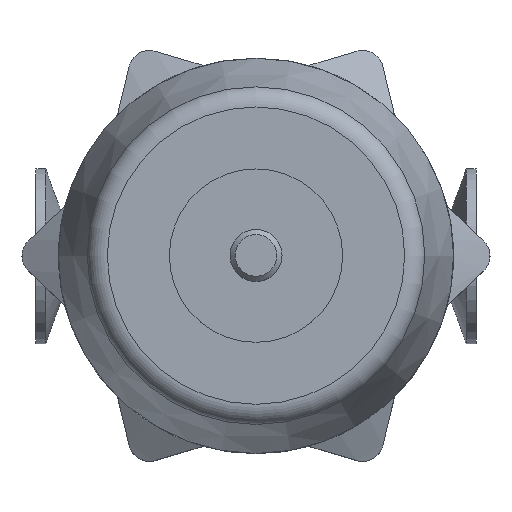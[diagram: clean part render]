
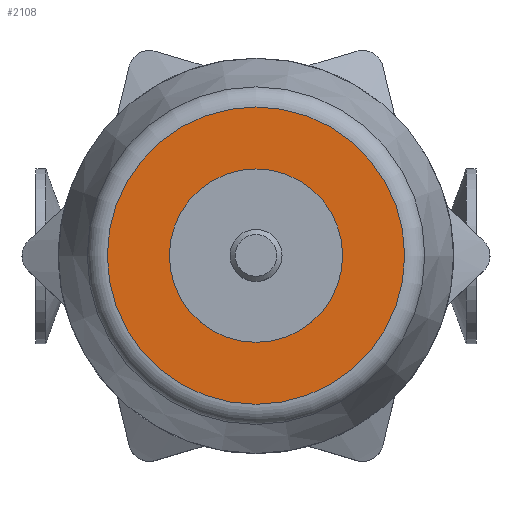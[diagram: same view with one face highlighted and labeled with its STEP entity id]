
A CAD part, top view. The second image highlights one B-rep face of the part: STEP entity #2108.
In plain terms, the highlighted planar face has unit normal (0, 0, 1).
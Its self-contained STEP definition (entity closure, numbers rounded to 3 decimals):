
#124=FACE_BOUND('',#436,.T.);
#176=PLANE('',#2356);
#298=FACE_OUTER_BOUND('',#435,.T.);
#435=EDGE_LOOP('',(#1864));
#436=EDGE_LOOP('',(#1865));
#844=CIRCLE('',#2355,42.895);
#845=CIRCLE('',#2357,25.);
#1038=VERTEX_POINT('',#3874);
#1039=VERTEX_POINT('',#3878);
#1325=EDGE_CURVE('',#1038,#1038,#844,.T.);
#1326=EDGE_CURVE('',#1039,#1039,#845,.T.);
#1864=ORIENTED_EDGE('',*,*,#1325,.F.);
#1865=ORIENTED_EDGE('',*,*,#1326,.T.);
#2108=ADVANCED_FACE('',(#298,#124),#176,.T.);
#2355=AXIS2_PLACEMENT_3D('',#3876,#2951,#2952);
#2356=AXIS2_PLACEMENT_3D('',#3877,#2953,#2954);
#2357=AXIS2_PLACEMENT_3D('',#3879,#2955,#2956);
#2951=DIRECTION('center_axis',(0.,0.,-1.));
#2952=DIRECTION('ref_axis',(1.,0.,0.));
#2953=DIRECTION('center_axis',(0.,0.,1.));
#2954=DIRECTION('ref_axis',(1.,0.,0.));
#2955=DIRECTION('center_axis',(0.,0.,-1.));
#2956=DIRECTION('ref_axis',(-1.,0.,0.));
#3874=CARTESIAN_POINT('',(42.895,0.,86.7));
#3876=CARTESIAN_POINT('Origin',(0.,0.,86.7));
#3877=CARTESIAN_POINT('Origin',(-36.25,0.,86.7));
#3878=CARTESIAN_POINT('',(25.,0.,86.7));
#3879=CARTESIAN_POINT('Origin',(0.,0.,86.7));
